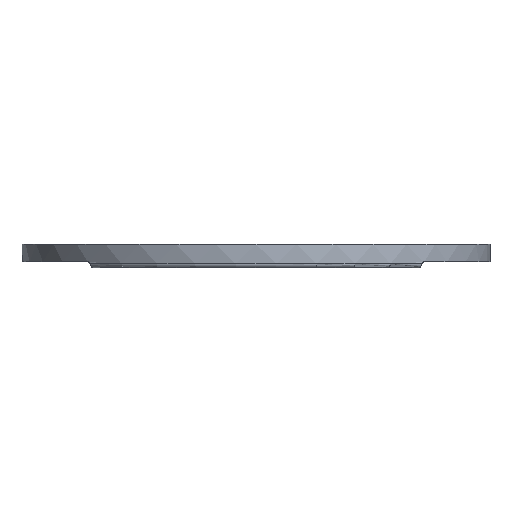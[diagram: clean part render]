
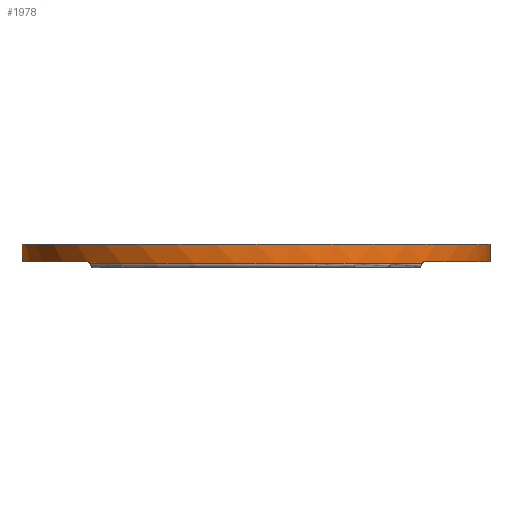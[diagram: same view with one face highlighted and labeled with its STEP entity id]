
A CAD part, front view. The second image highlights one B-rep face of the part: STEP entity #1978.
In plain terms, the highlighted cylindrical face has radius 39.688 mm (diameter 79.375 mm), a full revolution.
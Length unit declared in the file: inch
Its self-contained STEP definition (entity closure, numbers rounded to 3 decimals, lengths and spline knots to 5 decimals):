
#45=CIRCLE('',#2098,1.5625);
#46=CIRCLE('',#2099,1.5625);
#48=CIRCLE('',#2101,1.5625);
#72=CIRCLE('',#2134,1.5625);
#73=CIRCLE('',#2136,1.5625);
#74=CIRCLE('',#2137,1.5625);
#206=FACE_OUTER_BOUND('',#323,.T.);
#323=EDGE_LOOP('',(#1474,#1475,#1476,#1477,#1478,#1479,#1480,#1481,#1482,
#1483,#1484,#1485));
#491=LINE('',#3144,#699);
#699=VECTOR('',#2411,1.5625);
#856=B_SPLINE_CURVE_WITH_KNOTS('',3,(#2867,#2868,#2869,#2870,#2871,#2872,
#2873,#2874),.UNSPECIFIED.,.F.,.F.,(4,2,2,4),(0.29385,0.31833,
0.34282,0.36197),.UNSPECIFIED.);
#857=B_SPLINE_CURVE_WITH_KNOTS('',3,(#3015,#3016,#3017,#3018,#3019,#3020,
#3021,#3022),.UNSPECIFIED.,.F.,.F.,(4,2,2,4),(0.02974,0.04897,
0.07346,0.09794),.UNSPECIFIED.);
#864=B_SPLINE_CURVE_WITH_KNOTS('',3,(#3083,#3084,#3085,#3086,#3087,#3088,
#3089,#3090),.UNSPECIFIED.,.F.,.F.,(4,2,2,4),(0.29385,0.31833,
0.34282,0.36205),.UNSPECIFIED.);
#865=B_SPLINE_CURVE_WITH_KNOTS('',3,(#3093,#3094,#3095,#3096,#3097,#3098,
#3099,#3100),.UNSPECIFIED.,.F.,.F.,(4,2,2,4),(0.02982,0.04897,
0.07346,0.09794),.UNSPECIFIED.);
#869=VERTEX_POINT('',#2835);
#874=VERTEX_POINT('',#2865);
#876=VERTEX_POINT('',#2878);
#877=VERTEX_POINT('',#2880);
#878=VERTEX_POINT('',#2882);
#881=VERTEX_POINT('',#2888);
#943=VERTEX_POINT('',#3014);
#948=VERTEX_POINT('',#3054);
#952=VERTEX_POINT('',#3092);
#958=VERTEX_POINT('',#3142);
#1068=EDGE_CURVE('',#874,#869,#856,.T.);
#1071=EDGE_CURVE('',#876,#877,#45,.T.);
#1072=EDGE_CURVE('',#877,#878,#46,.T.);
#1076=EDGE_CURVE('',#881,#874,#48,.T.);
#1138=EDGE_CURVE('',#881,#943,#857,.F.);
#1149=EDGE_CURVE('',#878,#948,#864,.T.);
#1150=EDGE_CURVE('',#876,#952,#865,.F.);
#1161=EDGE_CURVE('',#869,#952,#72,.T.);
#1162=EDGE_CURVE('',#958,#958,#73,.T.);
#1163=EDGE_CURVE('',#958,#877,#491,.T.);
#1164=EDGE_CURVE('',#943,#948,#74,.T.);
#1474=ORIENTED_EDGE('',*,*,#1162,.F.);
#1475=ORIENTED_EDGE('',*,*,#1163,.T.);
#1476=ORIENTED_EDGE('',*,*,#1071,.F.);
#1477=ORIENTED_EDGE('',*,*,#1150,.T.);
#1478=ORIENTED_EDGE('',*,*,#1161,.F.);
#1479=ORIENTED_EDGE('',*,*,#1068,.F.);
#1480=ORIENTED_EDGE('',*,*,#1076,.F.);
#1481=ORIENTED_EDGE('',*,*,#1138,.T.);
#1482=ORIENTED_EDGE('',*,*,#1164,.T.);
#1483=ORIENTED_EDGE('',*,*,#1149,.F.);
#1484=ORIENTED_EDGE('',*,*,#1072,.F.);
#1485=ORIENTED_EDGE('',*,*,#1163,.F.);
#1944=CYLINDRICAL_SURFACE('',#2135,1.5625);
#1978=ADVANCED_FACE('',(#206),#1944,.T.);
#2098=AXIS2_PLACEMENT_3D('',#2881,#2282,#2283);
#2099=AXIS2_PLACEMENT_3D('',#2883,#2284,#2285);
#2101=AXIS2_PLACEMENT_3D('',#2890,#2290,#2291);
#2134=AXIS2_PLACEMENT_3D('',#3140,#2405,#2406);
#2135=AXIS2_PLACEMENT_3D('',#3141,#2407,#2408);
#2136=AXIS2_PLACEMENT_3D('',#3143,#2409,#2410);
#2137=AXIS2_PLACEMENT_3D('',#3145,#2412,#2413);
#2282=DIRECTION('center_axis',(0.,0.,-1.));
#2283=DIRECTION('ref_axis',(-1.,0.,0.));
#2284=DIRECTION('center_axis',(0.,0.,-1.));
#2285=DIRECTION('ref_axis',(-1.,0.,0.));
#2290=DIRECTION('center_axis',(0.,0.,-1.));
#2291=DIRECTION('ref_axis',(-1.,0.,0.));
#2405=DIRECTION('center_axis',(0.,0.,-1.));
#2406=DIRECTION('ref_axis',(0.,1.,0.));
#2407=DIRECTION('center_axis',(0.,0.,1.));
#2408=DIRECTION('ref_axis',(-1.,0.,0.));
#2409=DIRECTION('center_axis',(0.,0.,1.));
#2410=DIRECTION('ref_axis',(-1.,0.,0.));
#2411=DIRECTION('',(0.,0.,-1.));
#2412=DIRECTION('center_axis',(0.,0.,1.));
#2413=DIRECTION('ref_axis',(-1.,0.,0.));
#2835=CARTESIAN_POINT('',(-1.1069,1.10281,-0.01378));
#2865=CARTESIAN_POINT('',(-1.1228,1.08661,0.));
#2867=CARTESIAN_POINT('Ctrl Pts',(-1.1228,1.08661,0.));
#2868=CARTESIAN_POINT('Ctrl Pts',(-1.12057,1.08892,0.));
#2869=CARTESIAN_POINT('Ctrl Pts',(-1.11818,1.09138,-0.00064));
#2870=CARTESIAN_POINT('Ctrl Pts',(-1.11376,1.09588,-0.00325));
#2871=CARTESIAN_POINT('Ctrl Pts',(-1.11174,1.09793,-0.00522));
#2872=CARTESIAN_POINT('Ctrl Pts',(-1.10889,1.1008,-0.00927));
#2873=CARTESIAN_POINT('Ctrl Pts',(-1.10776,1.10194,-0.01142));
#2874=CARTESIAN_POINT('Ctrl Pts',(-1.1069,1.10281,-0.01378));
#2878=CARTESIAN_POINT('',(1.1228,1.08661,0.));
#2880=CARTESIAN_POINT('',(1.5625,0.,0.));
#2881=CARTESIAN_POINT('Origin',(0.,0.,0.));
#2882=CARTESIAN_POINT('',(1.1228,-1.08661,0.));
#2883=CARTESIAN_POINT('Origin',(0.,0.,0.));
#2888=CARTESIAN_POINT('',(-1.1228,-1.08661,0.));
#2890=CARTESIAN_POINT('Origin',(0.,0.,0.));
#3014=CARTESIAN_POINT('',(-1.10689,-1.10282,-0.01381));
#3015=CARTESIAN_POINT('Ctrl Pts',(-1.10689,-1.10282,-0.01381));
#3016=CARTESIAN_POINT('Ctrl Pts',(-1.10775,-1.10195,-0.01143));
#3017=CARTESIAN_POINT('Ctrl Pts',(-1.10889,-1.10081,-0.00928));
#3018=CARTESIAN_POINT('Ctrl Pts',(-1.11174,-1.09793,-0.00522));
#3019=CARTESIAN_POINT('Ctrl Pts',(-1.11376,-1.09588,-0.00325));
#3020=CARTESIAN_POINT('Ctrl Pts',(-1.11818,-1.09138,-0.00064));
#3021=CARTESIAN_POINT('Ctrl Pts',(-1.12057,-1.08892,0.));
#3022=CARTESIAN_POINT('Ctrl Pts',(-1.1228,-1.08661,0.));
#3054=CARTESIAN_POINT('',(1.10689,-1.10282,-0.01381));
#3083=CARTESIAN_POINT('Ctrl Pts',(1.1228,-1.08661,0.));
#3084=CARTESIAN_POINT('Ctrl Pts',(1.12057,-1.08892,0.));
#3085=CARTESIAN_POINT('Ctrl Pts',(1.11818,-1.09138,-0.00064));
#3086=CARTESIAN_POINT('Ctrl Pts',(1.11376,-1.09588,-0.00325));
#3087=CARTESIAN_POINT('Ctrl Pts',(1.11174,-1.09793,-0.00522));
#3088=CARTESIAN_POINT('Ctrl Pts',(1.10889,-1.10081,-0.00928));
#3089=CARTESIAN_POINT('Ctrl Pts',(1.10775,-1.10195,-0.01143));
#3090=CARTESIAN_POINT('Ctrl Pts',(1.10689,-1.10282,-0.01381));
#3092=CARTESIAN_POINT('',(1.1069,1.10281,-0.01378));
#3093=CARTESIAN_POINT('Ctrl Pts',(1.1069,1.10281,-0.01378));
#3094=CARTESIAN_POINT('Ctrl Pts',(1.10776,1.10194,-0.01142));
#3095=CARTESIAN_POINT('Ctrl Pts',(1.10889,1.1008,-0.00927));
#3096=CARTESIAN_POINT('Ctrl Pts',(1.11174,1.09793,-0.00522));
#3097=CARTESIAN_POINT('Ctrl Pts',(1.11376,1.09588,-0.00325));
#3098=CARTESIAN_POINT('Ctrl Pts',(1.11818,1.09138,-0.00064));
#3099=CARTESIAN_POINT('Ctrl Pts',(1.12057,1.08892,0.));
#3100=CARTESIAN_POINT('Ctrl Pts',(1.1228,1.08661,0.));
#3140=CARTESIAN_POINT('Origin',(0.,0.,-0.01378));
#3141=CARTESIAN_POINT('Origin',(0.,0.,0.));
#3142=CARTESIAN_POINT('',(1.5625,0.,0.11811));
#3143=CARTESIAN_POINT('Origin',(0.,0.,0.11811));
#3144=CARTESIAN_POINT('',(1.5625,0.,0.));
#3145=CARTESIAN_POINT('Origin',(0.,0.,-0.01381));
